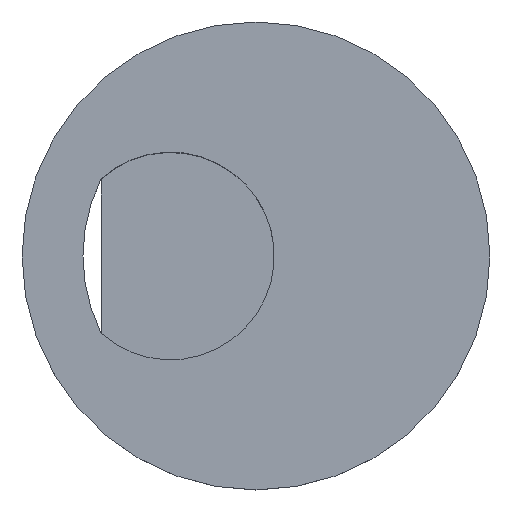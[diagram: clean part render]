
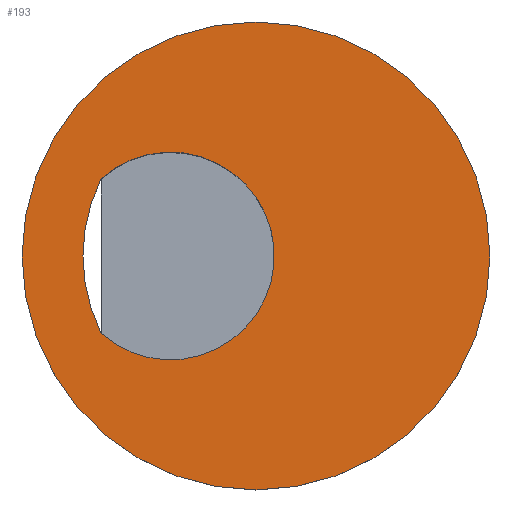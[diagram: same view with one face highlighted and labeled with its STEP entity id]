
A CAD part, top view. The second image highlights one B-rep face of the part: STEP entity #193.
In plain terms, the highlighted planar face has unit normal (0, 0, 1).
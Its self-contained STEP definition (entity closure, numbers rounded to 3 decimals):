
#2 = DIRECTION ( 'NONE',  ( 0., 0., 1. ) ) ;
#14 = FACE_BOUND ( 'NONE', #35, .T. ) ;
#21 = AXIS2_PLACEMENT_3D ( 'NONE', #37, #215, #152 ) ;
#31 = EDGE_CURVE ( 'NONE', #105, #234, #98, .T. ) ;
#34 = CARTESIAN_POINT ( 'NONE',  ( -1., 1.118, 0.4 ) ) ;
#35 = EDGE_LOOP ( 'NONE', ( #262, #191, #324 ) ) ;
#37 = CARTESIAN_POINT ( 'NONE',  ( 1.236, 0., 0.4 ) ) ;
#49 = DIRECTION ( 'NONE',  ( 0., 0., 1. ) ) ;
#58 = CARTESIAN_POINT ( 'NONE',  ( 4.616, 0., 0.4 ) ) ;
#69 = AXIS2_PLACEMENT_3D ( 'NONE', #354, #2, #323 ) ;
#73 = ORIENTED_EDGE ( 'NONE', *, *, #120, .T. ) ;
#88 = EDGE_CURVE ( 'NONE', #320, #365, #301, .T. ) ;
#98 = CIRCLE ( 'NONE', #250, 2.5 ) ;
#104 = DIRECTION ( 'NONE',  ( 1., 0., 0. ) ) ;
#105 = VERTEX_POINT ( 'NONE', #34 ) ;
#120 = EDGE_CURVE ( 'NONE', #365, #320, #267, .T. ) ;
#125 = CARTESIAN_POINT ( 'NONE',  ( 1.236, 0., 0.4 ) ) ;
#129 = CIRCLE ( 'NONE', #198, 1.5 ) ;
#138 = FACE_OUTER_BOUND ( 'NONE', #287, .T. ) ;
#142 = AXIS2_PLACEMENT_3D ( 'NONE', #339, #197, #190 ) ;
#152 = DIRECTION ( 'NONE',  ( 1., 0., 0. ) ) ;
#155 = VERTEX_POINT ( 'NONE', #176 ) ;
#166 = CARTESIAN_POINT ( 'NONE',  ( -2.144, 0., 0.4 ) ) ;
#170 = AXIS2_PLACEMENT_3D ( 'NONE', #345, #49, #372 ) ;
#176 = CARTESIAN_POINT ( 'NONE',  ( -1., -1.118, 0.4 ) ) ;
#184 = DIRECTION ( 'NONE',  ( 1., 0., 0. ) ) ;
#190 = DIRECTION ( 'NONE',  ( 1., 0., 0. ) ) ;
#191 = ORIENTED_EDGE ( 'NONE', *, *, #206, .F. ) ;
#193 = ADVANCED_FACE ( 'NONE', ( #14, #138 ), #220, .T. ) ;
#196 = CARTESIAN_POINT ( 'NONE',  ( 0., 0., 0.4 ) ) ;
#197 = DIRECTION ( 'NONE',  ( 0., 0., 1. ) ) ;
#198 = AXIS2_PLACEMENT_3D ( 'NONE', #196, #341, #104 ) ;
#206 = EDGE_CURVE ( 'NONE', #155, #105, #129, .T. ) ;
#209 = ORIENTED_EDGE ( 'NONE', *, *, #88, .T. ) ;
#215 = DIRECTION ( 'NONE',  ( 0., 0., 1. ) ) ;
#220 = PLANE ( 'NONE',  #142 ) ;
#234 = VERTEX_POINT ( 'NONE', #373 ) ;
#250 = AXIS2_PLACEMENT_3D ( 'NONE', #125, #271, #184 ) ;
#262 = ORIENTED_EDGE ( 'NONE', *, *, #31, .F. ) ;
#267 = CIRCLE ( 'NONE', #69, 3.38 ) ;
#271 = DIRECTION ( 'NONE',  ( 0., 0., 1. ) ) ;
#287 = EDGE_LOOP ( 'NONE', ( #209, #73 ) ) ;
#290 = EDGE_CURVE ( 'NONE', #234, #155, #322, .T. ) ;
#301 = CIRCLE ( 'NONE', #21, 3.38 ) ;
#320 = VERTEX_POINT ( 'NONE', #166 ) ;
#322 = CIRCLE ( 'NONE', #170, 2.5 ) ;
#323 = DIRECTION ( 'NONE',  ( 1., 0., 0. ) ) ;
#324 = ORIENTED_EDGE ( 'NONE', *, *, #290, .F. ) ;
#339 = CARTESIAN_POINT ( 'NONE',  ( 0., 0., 0.4 ) ) ;
#341 = DIRECTION ( 'NONE',  ( 0., 0., 1. ) ) ;
#345 = CARTESIAN_POINT ( 'NONE',  ( 1.236, 0., 0.4 ) ) ;
#354 = CARTESIAN_POINT ( 'NONE',  ( 1.236, 0., 0.4 ) ) ;
#365 = VERTEX_POINT ( 'NONE', #58 ) ;
#372 = DIRECTION ( 'NONE',  ( 1., 0., 0. ) ) ;
#373 = CARTESIAN_POINT ( 'NONE',  ( -1.264, 0., 0.4 ) ) ;
